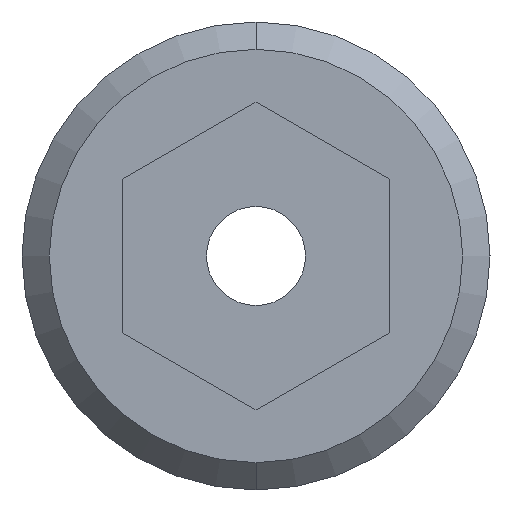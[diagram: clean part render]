
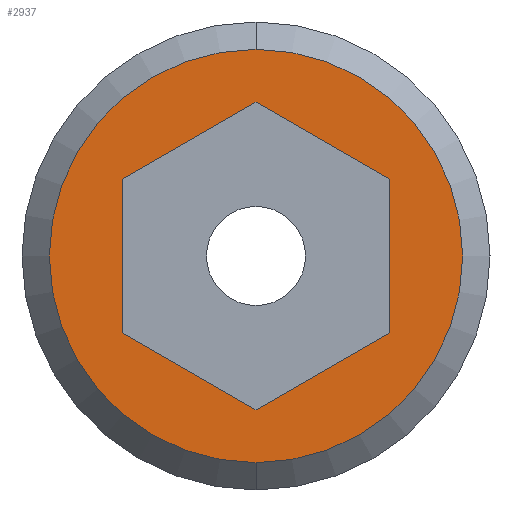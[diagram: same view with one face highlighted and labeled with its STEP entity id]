
A CAD part, left-side view. The second image highlights one B-rep face of the part: STEP entity #2937.
In plain terms, the highlighted planar face has unit normal (-1, 0, 0).
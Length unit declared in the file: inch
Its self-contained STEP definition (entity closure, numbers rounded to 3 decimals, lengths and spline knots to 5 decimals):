
#1294=CARTESIAN_POINT('',(-0.085,0.,0.));
#1295=DIRECTION('',(-1.,0.,0.));
#1296=DIRECTION('',(0.,1.,0.));
#1297=AXIS2_PLACEMENT_3D('',#1294,#1295,#1296);
#1312=DIRECTION('',(0.,0.5,0.866));
#1313=VECTOR('',#1312,0.04503);
#1314=CARTESIAN_POINT('',(-0.085,0.02252,-0.039));
#1315=LINE('',#1314,#1313);
#1316=DIRECTION('',(0.,1.,0.));
#1317=VECTOR('',#1316,0.04503);
#1318=CARTESIAN_POINT('',(-0.085,-0.02252,-0.039));
#1319=LINE('',#1318,#1317);
#1320=DIRECTION('',(0.,0.5,-0.866));
#1321=VECTOR('',#1320,0.04503);
#1322=CARTESIAN_POINT('',(-0.085,-0.04503,0.));
#1323=LINE('',#1322,#1321);
#1324=DIRECTION('',(0.,-0.5,-0.866));
#1325=VECTOR('',#1324,0.04503);
#1326=CARTESIAN_POINT('',(-0.085,-0.02252,0.039));
#1327=LINE('',#1326,#1325);
#1328=DIRECTION('',(0.,-1.,0.));
#1329=VECTOR('',#1328,0.04503);
#1330=CARTESIAN_POINT('',(-0.085,0.02252,0.039));
#1331=LINE('',#1330,#1329);
#1332=DIRECTION('',(0.,-0.5,0.866));
#1333=VECTOR('',#1332,0.04503);
#1334=CARTESIAN_POINT('',(-0.085,0.04503,0.));
#1335=LINE('',#1334,#1333);
#1336=CARTESIAN_POINT('',(-0.085,0.,0.));
#1337=DIRECTION('',(1.,0.,0.));
#1338=DIRECTION('',(0.,1.,0.));
#1339=AXIS2_PLACEMENT_3D('',#1336,#1337,#1338);
#1452=CARTESIAN_POINT('',(-0.085,0.0605,0.));
#1453=CARTESIAN_POINT('',(-0.085,-0.0605,0.));
#1454=VERTEX_POINT('',#1452);
#1455=VERTEX_POINT('',#1453);
#1472=CARTESIAN_POINT('',(-0.085,0.02252,-0.039));
#1473=CARTESIAN_POINT('',(-0.085,0.04503,0.));
#1474=VERTEX_POINT('',#1472);
#1475=VERTEX_POINT('',#1473);
#1476=CARTESIAN_POINT('',(-0.085,-0.02252,-0.039));
#1477=VERTEX_POINT('',#1476);
#1478=CARTESIAN_POINT('',(-0.085,-0.04503,0.));
#1479=VERTEX_POINT('',#1478);
#1480=CARTESIAN_POINT('',(-0.085,-0.02252,0.039));
#1481=VERTEX_POINT('',#1480);
#1482=CARTESIAN_POINT('',(-0.085,0.02252,0.039));
#1483=VERTEX_POINT('',#1482);
#2913=CARTESIAN_POINT('',(-0.085,0.,0.));
#2914=DIRECTION('',(1.,0.,0.));
#2915=DIRECTION('',(0.,-1.,0.));
#2916=AXIS2_PLACEMENT_3D('',#2913,#2914,#2915);
#2917=PLANE('',#2916);
#2918=ORIENTED_EDGE('',*,*,#2903,.F.);
#2920=ORIENTED_EDGE('',*,*,#2919,.T.);
#2921=EDGE_LOOP('',(#2918,#2920));
#2922=FACE_OUTER_BOUND('',#2921,.F.);
#2924=ORIENTED_EDGE('',*,*,#2923,.F.);
#2926=ORIENTED_EDGE('',*,*,#2925,.F.);
#2928=ORIENTED_EDGE('',*,*,#2927,.F.);
#2930=ORIENTED_EDGE('',*,*,#2929,.F.);
#2932=ORIENTED_EDGE('',*,*,#2931,.F.);
#2934=ORIENTED_EDGE('',*,*,#2933,.F.);
#2935=EDGE_LOOP('',(#2924,#2926,#2928,#2930,#2932,#2934));
#2936=FACE_BOUND('',#2935,.F.);
#1298=CIRCLE('',#1297,0.0605);
#1340=CIRCLE('',#1339,0.0605);
#2903=EDGE_CURVE('',#1454,#1455,#1298,.T.);
#2919=EDGE_CURVE('',#1454,#1455,#1340,.T.);
#2923=EDGE_CURVE('',#1474,#1475,#1315,.T.);
#2925=EDGE_CURVE('',#1477,#1474,#1319,.T.);
#2927=EDGE_CURVE('',#1479,#1477,#1323,.T.);
#2929=EDGE_CURVE('',#1481,#1479,#1327,.T.);
#2931=EDGE_CURVE('',#1483,#1481,#1331,.T.);
#2933=EDGE_CURVE('',#1475,#1483,#1335,.T.);
#2937=ADVANCED_FACE('',(#2922,#2936),#2917,.F.);
